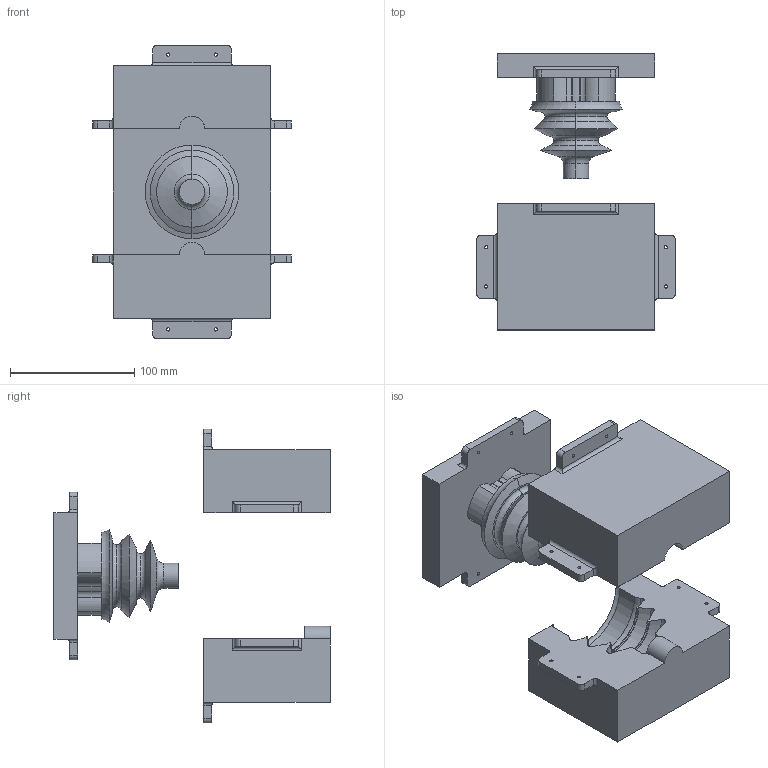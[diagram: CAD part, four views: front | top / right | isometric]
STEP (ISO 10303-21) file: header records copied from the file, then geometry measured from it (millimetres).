
FILE_DESCRIPTION (( 'STEP AP214' ), '1' );
FILE_NAME ('ribbed-mold.STEP', '2025-05-06T23:26:13', ( '' ), ( '' ), 'SwSTEP 2.0', 'SolidWorks 2023', '' );
FILE_SCHEMA (( 'AUTOMOTIVE_DESIGN' ));
Length unit declared in the file: inch
Products named in the file (4): mcavity_v2; ribbed-mold; fcavity_v2; core_v2
Assembly tree (3 placements, depth 2):
  ribbed-mold
    mcavity_v2
    fcavity_v2
    core_v2
Bounding box: 160.02 x 222.25 x 236.47 mm (x, y, z)
Volume: 1517242.3 mm3; surface area: 178384.8 mm2
Topology: 3 solids, 3 shells, 371 faces, 1015 edges, 663 vertices
Faces by surface type: bspline 103, cylinder 101, plane 97, torus 45, cone 25
Entity records: 15244 total; most frequent: CARTESIAN_POINT 6135, ORIENTED_EDGE 2030, DIRECTION 1645, EDGE_CURVE 1015, VERTEX_POINT 663, AXIS2_PLACEMENT_3D 589, LINE 467, VECTOR 467
